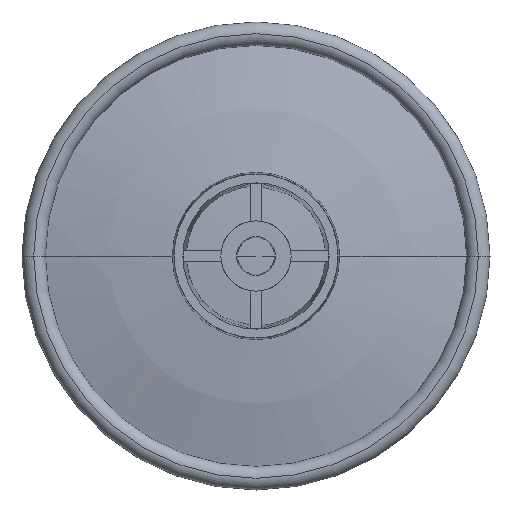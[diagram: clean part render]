
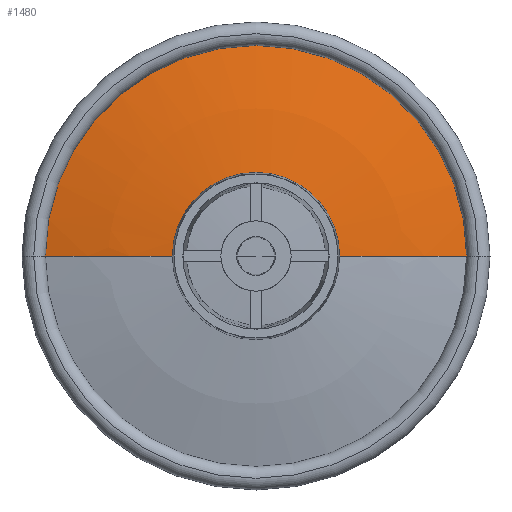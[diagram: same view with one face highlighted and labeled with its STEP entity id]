
A CAD part, front view. The second image highlights one B-rep face of the part: STEP entity #1480.
In plain terms, the highlighted spherical face has radius 70.167 mm.
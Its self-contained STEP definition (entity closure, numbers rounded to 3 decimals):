
#960=CARTESIAN_POINT('',(18.,18.948,0.));
#970=VERTEX_POINT('',#960);
#1050=CARTESIAN_POINT('',(-18.,18.948,0.));
#1060=VERTEX_POINT('',#1050);
#1090=CARTESIAN_POINT('',(0.,18.948,0.));
#1100=DIRECTION('',(0.,1.,0.));
#1110=DIRECTION('',(-1.,0.,0.));
#1120=AXIS2_PLACEMENT_3D('',#1090,#1100,#1110);
#1130=CIRCLE('',#1120,18.);
#1190=CARTESIAN_POINT('',(0.,86.767,0.));
#1200=DIRECTION('',(0.,1.,0.));
#1210=DIRECTION('',(1.,0.,0.));
#1220=AXIS2_PLACEMENT_3D('',#1190,#1200,#1210);
#1230=SPHERICAL_SURFACE('',#1220,70.167);
#1240=CARTESIAN_POINT('',(0.,86.767,0.));
#1250=DIRECTION('',(0.,0.,-1.));
#1260=DIRECTION('',(1.,-0.,0.));
#1270=AXIS2_PLACEMENT_3D('',#1240,#1250,#1260);
#1280=CIRCLE('',#1270,70.167);
#1290=CARTESIAN_POINT('',(-7.148,16.965,0.));
#1300=VERTEX_POINT('',#1290);
#1310=EDGE_CURVE('',#1300,#1060,#1280,.T.);
#1320=ORIENTED_EDGE('',*,*,#1310,.F.);
#1330=EDGE_CURVE('',#1060,#970,#1130,.T.);
#1340=ORIENTED_EDGE('',*,*,#1330,.F.);
#1350=CARTESIAN_POINT('',(7.148,16.965,0.));
#1360=VERTEX_POINT('',#1350);
#1370=EDGE_CURVE('',#970,#1360,#1280,.T.);
#1380=ORIENTED_EDGE('',*,*,#1370,.F.);
#1390=CARTESIAN_POINT('',(0.,16.965,0.));
#1400=DIRECTION('',(0.,1.,0.));
#1410=DIRECTION('',(1.,0.,0.));
#1420=AXIS2_PLACEMENT_3D('',#1390,#1400,#1410);
#1430=CIRCLE('',#1420,7.148);
#1440=EDGE_CURVE('',#1300,#1360,#1430,.T.);
#1450=ORIENTED_EDGE('',*,*,#1440,.T.);
#1460=EDGE_LOOP('',(#1450,#1380,#1340,#1320));
#1470=FACE_OUTER_BOUND('',#1460,.T.);
#1480=ADVANCED_FACE('',(#1470),#1230,.T.);
